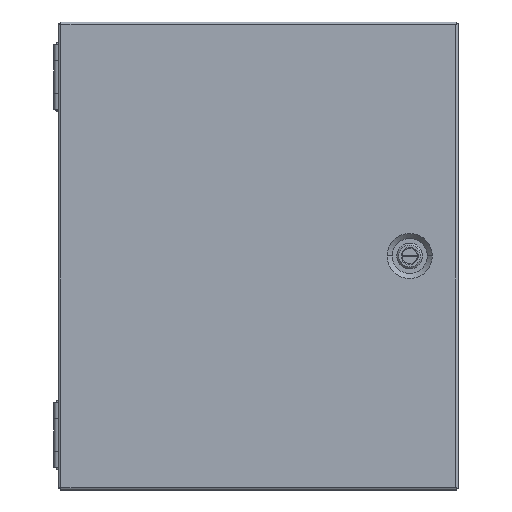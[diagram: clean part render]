
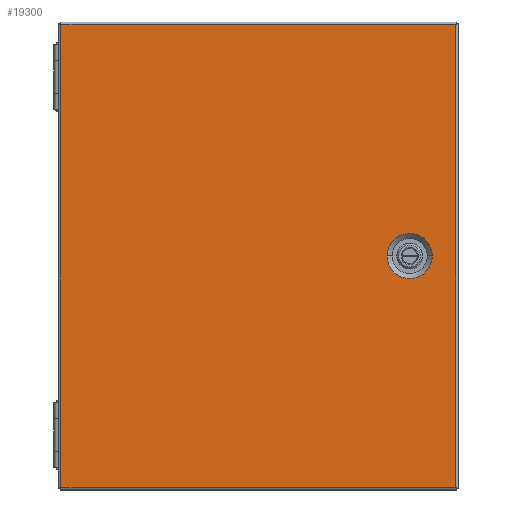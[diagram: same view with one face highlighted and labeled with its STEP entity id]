
A CAD part, top view. The second image highlights one B-rep face of the part: STEP entity #19300.
In plain terms, the highlighted planar face has unit normal (0, 0, 1).
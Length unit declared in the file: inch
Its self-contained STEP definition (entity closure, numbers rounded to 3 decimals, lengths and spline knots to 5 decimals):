
#67 = DIRECTION ( 'NONE',  ( 1., 0., 0. ) ) ;
#85 = CARTESIAN_POINT ( 'NONE',  ( 6.0425, 7.104, 8.118 ) ) ;
#262 = ORIENTED_EDGE ( 'NONE', *, *, #18393, .T. ) ;
#467 = EDGE_CURVE ( 'NONE', #17574, #4794, #4471, .T. ) ;
#706 = DIRECTION ( 'NONE',  ( -1., 0., 0. ) ) ;
#1148 = EDGE_CURVE ( 'NONE', #22820, #18446, #11604, .T. ) ;
#1225 = EDGE_CURVE ( 'NONE', #18446, #22820, #6420, .T. ) ;
#1870 = CARTESIAN_POINT ( 'NONE',  ( 3.93361, 0., 8.118 ) ) ;
#1957 = CARTESIAN_POINT ( 'NONE',  ( 4.6285, 0., 8.118 ) ) ;
#2042 = CARTESIAN_POINT ( 'NONE',  ( 4.6285, 0., 8.118 ) ) ;
#2643 = ORIENTED_EDGE ( 'NONE', *, *, #11232, .T. ) ;
#2647 = CARTESIAN_POINT ( 'NONE',  ( 6.0425, -7.104, 8.118 ) ) ;
#4184 = PLANE ( 'NONE',  #7214 ) ;
#4471 = LINE ( 'NONE', #8265, #15982 ) ;
#4794 = VERTEX_POINT ( 'NONE', #18085 ) ;
#5473 = DIRECTION ( 'NONE',  ( 0., 0., -1. ) ) ;
#5633 = VECTOR ( 'NONE', #13669, 39.37008 ) ;
#6289 = DIRECTION ( 'NONE',  ( 0., 0., 1. ) ) ;
#6359 = CARTESIAN_POINT ( 'NONE',  ( -6.0855, -7.104, 8.118 ) ) ;
#6420 = CIRCLE ( 'NONE', #6925, 0.69489 ) ;
#6596 = ORIENTED_EDGE ( 'NONE', *, *, #23072, .T. ) ;
#6925 = AXIS2_PLACEMENT_3D ( 'NONE', #2042, #5473, #67 ) ;
#7214 = AXIS2_PLACEMENT_3D ( 'NONE', #2647, #6289, #17292 ) ;
#8265 = CARTESIAN_POINT ( 'NONE',  ( 6.0425, 7.104, 8.118 ) ) ;
#8637 = VECTOR ( 'NONE', #11991, 39.37008 ) ;
#8874 = CARTESIAN_POINT ( 'NONE',  ( 6.0425, -7.104, 8.118 ) ) ;
#9160 = DIRECTION ( 'NONE',  ( 1., 0., 0. ) ) ;
#9791 = CARTESIAN_POINT ( 'NONE',  ( 6.0425, -7.104, 8.118 ) ) ;
#11232 = EDGE_CURVE ( 'NONE', #4794, #22655, #12966, .T. ) ;
#11604 = CIRCLE ( 'NONE', #14772, 0.69489 ) ;
#11738 = DIRECTION ( 'NONE',  ( 0., 1., 0. ) ) ;
#11844 = VECTOR ( 'NONE', #11738, 39.37008 ) ;
#11991 = DIRECTION ( 'NONE',  ( 0., -1., 0. ) ) ;
#12963 = DIRECTION ( 'NONE',  ( 0., 0., -1. ) ) ;
#12966 = LINE ( 'NONE', #6359, #8637 ) ;
#13414 = CARTESIAN_POINT ( 'NONE',  ( 5.32339, 0., 8.118 ) ) ;
#13589 = CARTESIAN_POINT ( 'NONE',  ( 6.0425, -7.104, 8.118 ) ) ;
#13669 = DIRECTION ( 'NONE',  ( 1., 0., 0. ) ) ;
#13734 = FACE_OUTER_BOUND ( 'NONE', #13777, .T. ) ;
#13777 = EDGE_LOOP ( 'NONE', ( #20108, #2643, #6596, #262 ) ) ;
#14772 = AXIS2_PLACEMENT_3D ( 'NONE', #1957, #12963, #9160 ) ;
#15982 = VECTOR ( 'NONE', #706, 39.37008 ) ;
#17292 = DIRECTION ( 'NONE',  ( 1., 0., 0. ) ) ;
#17574 = VERTEX_POINT ( 'NONE', #85 ) ;
#18085 = CARTESIAN_POINT ( 'NONE',  ( -6.0855, 7.104, 8.118 ) ) ;
#18347 = EDGE_LOOP ( 'NONE', ( #20908, #21536 ) ) ;
#18393 = EDGE_CURVE ( 'NONE', #23805, #17574, #21564, .T. ) ;
#18446 = VERTEX_POINT ( 'NONE', #13414 ) ;
#19300 = ADVANCED_FACE ( 'NONE', ( #19470, #13734 ), #4184, .T. ) ;
#19470 = FACE_BOUND ( 'NONE', #18347, .T. ) ;
#20108 = ORIENTED_EDGE ( 'NONE', *, *, #467, .T. ) ;
#20857 = LINE ( 'NONE', #13589, #5633 ) ;
#20908 = ORIENTED_EDGE ( 'NONE', *, *, #1225, .T. ) ;
#21062 = CARTESIAN_POINT ( 'NONE',  ( -6.0855, -7.104, 8.118 ) ) ;
#21536 = ORIENTED_EDGE ( 'NONE', *, *, #1148, .T. ) ;
#21564 = LINE ( 'NONE', #9791, #11844 ) ;
#22655 = VERTEX_POINT ( 'NONE', #21062 ) ;
#22820 = VERTEX_POINT ( 'NONE', #1870 ) ;
#23072 = EDGE_CURVE ( 'NONE', #22655, #23805, #20857, .T. ) ;
#23805 = VERTEX_POINT ( 'NONE', #8874 ) ;
